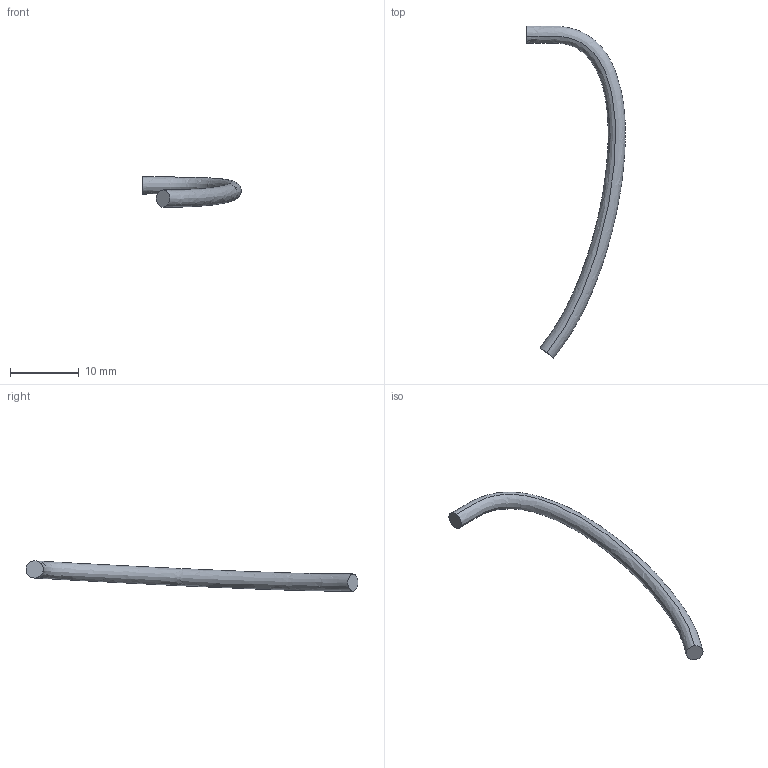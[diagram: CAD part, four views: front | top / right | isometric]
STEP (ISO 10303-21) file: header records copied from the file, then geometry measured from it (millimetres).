
FILE_DESCRIPTION (( 'STEP AP203' ), '1' );
FILE_NAME ('Cble-Cable_3-SA_ESC plush 30A (RENDER)_Default_sldprt.STEP', '2024-01-22T16:57:18', ( '' ), ( '' ), 'SwSTEP 2.0', 'SolidWorks 2019', '' );
FILE_SCHEMA (( 'CONFIG_CONTROL_DESIGN' ));
Length unit declared in the file: metre
Products named in the file (1): Cble-Cable_3-SA_ESC plush 30A (RENDER)_Default_sldprt
Bounding box: 14.31 x 48.13 x 4.4 mm (x, y, z)
Volume: 275.1 mm3; surface area: 453.8 mm2
Topology: 1 solids, 1 shells, 4 faces, 6 edges, 4 vertices
Faces by surface type: bspline 2, plane 2
Entity records: 500 total; most frequent: CARTESIAN_POINT 366, ORIENTED_EDGE 12, PERSON_AND_ORGANIZATION 8, B_SPLINE_CURVE_WITH_KNOTS 6, EDGE_CURVE 6, DIRECTION 6, CC_DESIGN_PERSON_AND_ORGANIZATION_ASSIGNMENT 5, CALENDAR_DATE 5
